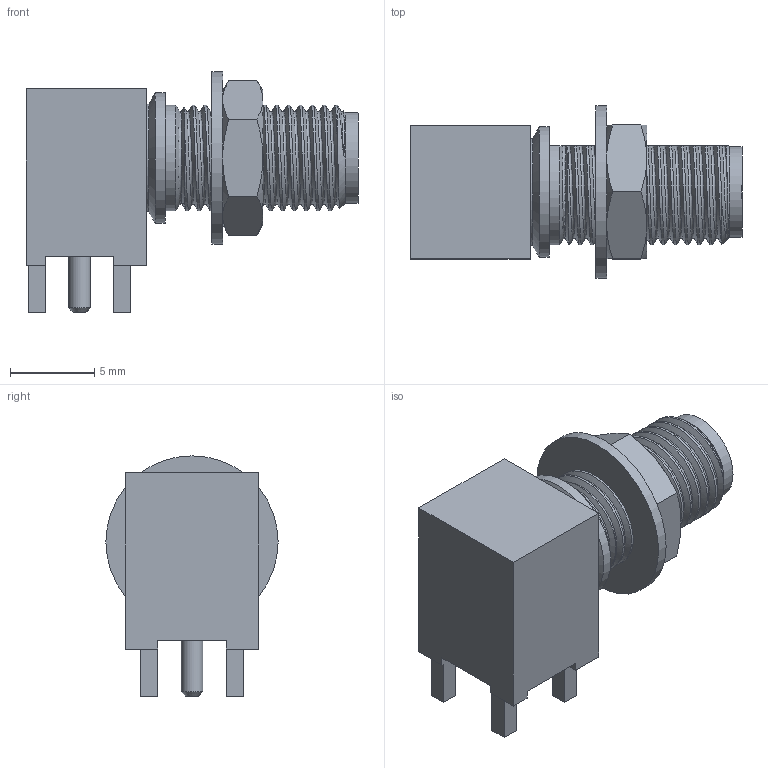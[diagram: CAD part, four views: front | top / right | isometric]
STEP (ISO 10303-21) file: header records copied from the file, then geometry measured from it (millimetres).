
FILE_DESCRIPTION( ( 'STEP AP214' ), '1' );
FILE_NAME( 'psolqas07443632912.stp', '2018-09-25T05:44:36', ( '' ), ( '' ), ' ', 'PARTsolutions', ' ' );
FILE_SCHEMA( ( 'AUTOMOTIVE_DESIGN { 1 0 10303 214 1 1 1 1 }' ) );
Length unit declared in the file: metre
Products named in the file (1): 1
Bounding box: 19.68 x 10.21 x 14.25 mm (x, y, z)
Volume: 999 mm3; surface area: 991.1 mm2
Topology: 1 solids, 1 shells, 125 faces, 328 edges, 212 vertices
Faces by surface type: plane 48, bspline 36, cone 20, cylinder 20, torus 1
Full cylindrical faces by diameter (mm): 0.991 x1, 1.27 x1, 1.295 x1, 4.064 x1, 4.674 x1, 5.385 x1, 6.35 x1, 7.752 x1, 10.211 x1
Entity records: 24151 total; most frequent: CARTESIAN_POINT 20600, ORIENTED_EDGE 616, DIRECTION 377, EDGE_CURVE 308, VERTEX_POINT 209, EDGE_LOOP 148, FACE_OUTER_BOUND 134, AXIS2_PLACEMENT_3D 132
